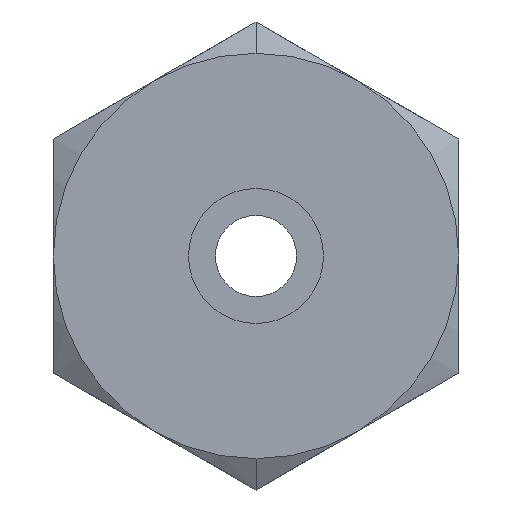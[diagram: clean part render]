
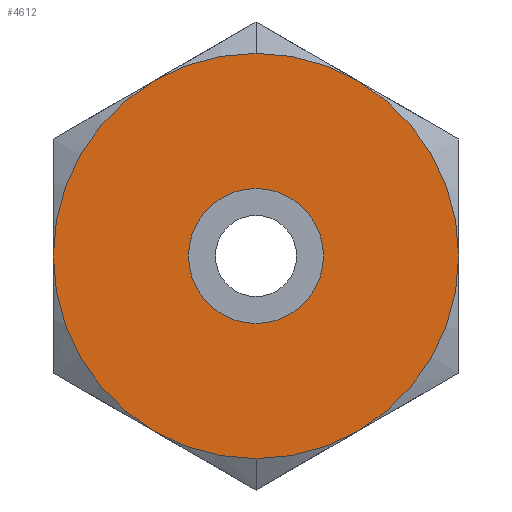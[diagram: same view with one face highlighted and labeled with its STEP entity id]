
A CAD part, left-side view. The second image highlights one B-rep face of the part: STEP entity #4612.
In plain terms, the highlighted planar face has unit normal (-1, 0, 0).
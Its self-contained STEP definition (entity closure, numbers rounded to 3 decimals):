
#50 = DIRECTION ( 'NONE',  ( 1., 0., 0. ) ) ;
#72 = AXIS2_PLACEMENT_3D ( 'NONE', #5879, #136, #1894 ) ;
#136 = DIRECTION ( 'NONE',  ( 1., 0., 0. ) ) ;
#166 = AXIS2_PLACEMENT_3D ( 'NONE', #621, #50, #4546 ) ;
#621 = CARTESIAN_POINT ( 'NONE',  ( 0., 0., 0. ) ) ;
#855 = EDGE_CURVE ( 'NONE', #4034, #6558, #4895, .T. ) ;
#1702 = CARTESIAN_POINT ( 'NONE',  ( 0., 0., 0. ) ) ;
#1728 = CARTESIAN_POINT ( 'NONE',  ( 0., 0., 6. ) ) ;
#1894 = DIRECTION ( 'NONE',  ( 0., 0., -1. ) ) ;
#2105 = CARTESIAN_POINT ( 'NONE',  ( 0., 0., -2. ) ) ;
#2309 = CIRCLE ( 'NONE', #6573, 6. ) ;
#2614 = CARTESIAN_POINT ( 'NONE',  ( 0., 0., 0. ) ) ;
#2807 = CIRCLE ( 'NONE', #72, 2. ) ;
#3328 = DIRECTION ( 'NONE',  ( 0., 0., 1. ) ) ;
#3583 = CARTESIAN_POINT ( 'NONE',  ( 0., 0., 2. ) ) ;
#4000 = VERTEX_POINT ( 'NONE', #3583 ) ;
#4010 = ORIENTED_EDGE ( 'NONE', *, *, #5122, .T. ) ;
#4034 = VERTEX_POINT ( 'NONE', #6259 ) ;
#4087 = EDGE_LOOP ( 'NONE', ( #6621, #7116 ) ) ;
#4378 = CIRCLE ( 'NONE', #166, 2. ) ;
#4446 = FACE_OUTER_BOUND ( 'NONE', #4087, .T. ) ;
#4541 = AXIS2_PLACEMENT_3D ( 'NONE', #1702, #4621, #5290 ) ;
#4546 = DIRECTION ( 'NONE',  ( 0., 0., 1. ) ) ;
#4612 = ADVANCED_FACE ( 'NONE', ( #7354, #4446 ), #7419, .T. ) ;
#4621 = DIRECTION ( 'NONE',  ( 1., 0., 0. ) ) ;
#4857 = DIRECTION ( 'NONE',  ( 0., 0., 1. ) ) ;
#4895 = CIRCLE ( 'NONE', #4541, 6. ) ;
#5010 = DIRECTION ( 'NONE',  ( 1., 0., 0. ) ) ;
#5122 = EDGE_CURVE ( 'NONE', #6707, #4000, #2807, .T. ) ;
#5290 = DIRECTION ( 'NONE',  ( 0., 0., -1. ) ) ;
#5508 = CARTESIAN_POINT ( 'NONE',  ( 0., 0., 3. ) ) ;
#5583 = DIRECTION ( 'NONE',  ( -1., 0., 0. ) ) ;
#5879 = CARTESIAN_POINT ( 'NONE',  ( 0., 0., 0. ) ) ;
#6234 = AXIS2_PLACEMENT_3D ( 'NONE', #5508, #5583, #3328 ) ;
#6259 = CARTESIAN_POINT ( 'NONE',  ( 0., 0., -6. ) ) ;
#6558 = VERTEX_POINT ( 'NONE', #1728 ) ;
#6573 = AXIS2_PLACEMENT_3D ( 'NONE', #2614, #5010, #4857 ) ;
#6578 = EDGE_CURVE ( 'NONE', #4000, #6707, #4378, .T. ) ;
#6621 = ORIENTED_EDGE ( 'NONE', *, *, #7004, .F. ) ;
#6707 = VERTEX_POINT ( 'NONE', #2105 ) ;
#6750 = ORIENTED_EDGE ( 'NONE', *, *, #6578, .T. ) ;
#7004 = EDGE_CURVE ( 'NONE', #6558, #4034, #2309, .T. ) ;
#7116 = ORIENTED_EDGE ( 'NONE', *, *, #855, .F. ) ;
#7139 = EDGE_LOOP ( 'NONE', ( #4010, #6750 ) ) ;
#7354 = FACE_BOUND ( 'NONE', #7139, .T. ) ;
#7419 = PLANE ( 'NONE',  #6234 ) ;
